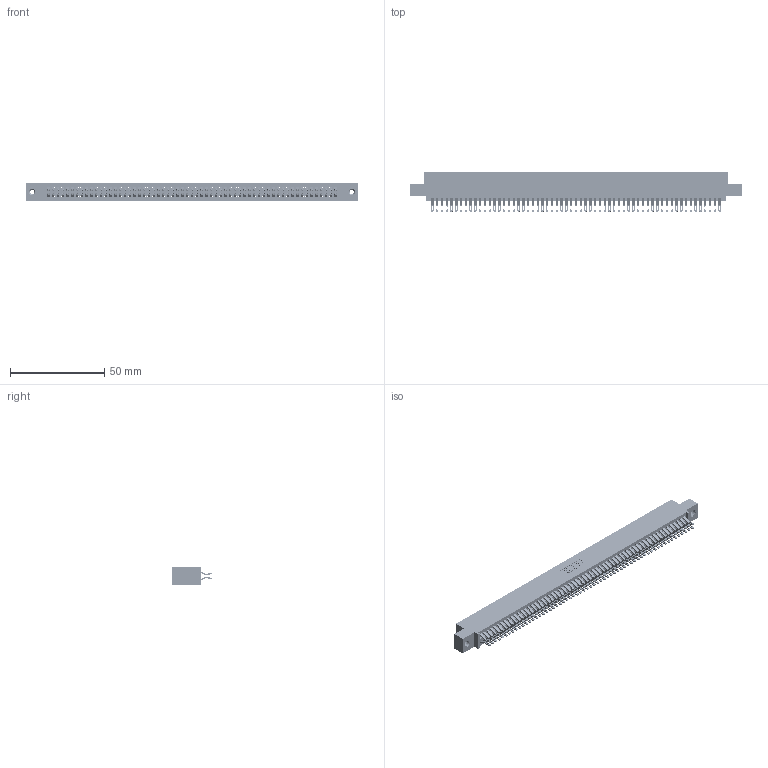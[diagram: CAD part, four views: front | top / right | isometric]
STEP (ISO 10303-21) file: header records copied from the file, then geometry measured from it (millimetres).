
FILE_DESCRIPTION (( 'STEP AP203' ), '1' );
FILE_NAME ('395-122-555-508.STEP', '2019-10-28T08:50:19', ( '' ), ( '' ), 'SwSTEP 2.0', 'SolidWorks 2016', '' );
FILE_SCHEMA (( 'CONFIG_CONTROL_DESIGN' ));
Length unit declared in the file: inch
Products named in the file (4): 345 Part_0.110 Offset - 0.156 Dia-TI; 345-292-001_555 Tail; 345-250-001_345-250-003-102; 395-122-555-508
Assembly tree (125 placements, depth 2):
  395-122-555-508
    345 Part_0.110 Offset - 0.156 Dia-TI
    345-292-001_555 Tail  x122
    345-250-001_345-250-003-102  x2
Bounding box: 176.15 x 21.13 x 9.4 mm (x, y, z)
Volume: 17561.6 mm3; surface area: 27664.1 mm2
Topology: 125 solids, 125 shells, 7022 faces, 22083 edges, 14714 vertices
Faces by surface type: plane 3898, cylinder 3108, cone 12, torus 4
Entity records: 46948 total; most frequent: CARTESIAN_POINT 7869, ORIENTED_EDGE 7766, DIRECTION 6909, EDGE_CURVE 3883, VECTOR 3467, LINE 3467, VERTEX_POINT 2584, AXIS2_PLACEMENT_3D 1721
